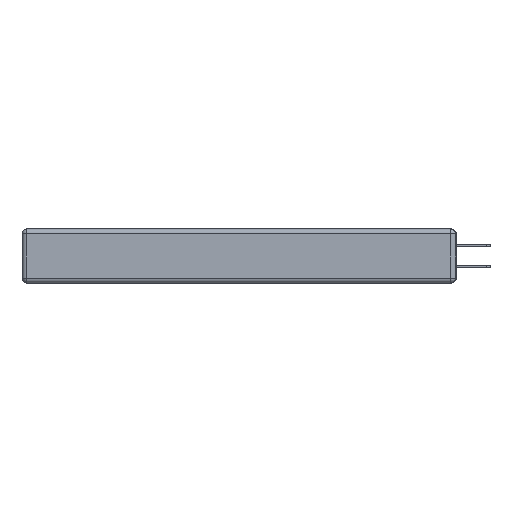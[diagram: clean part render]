
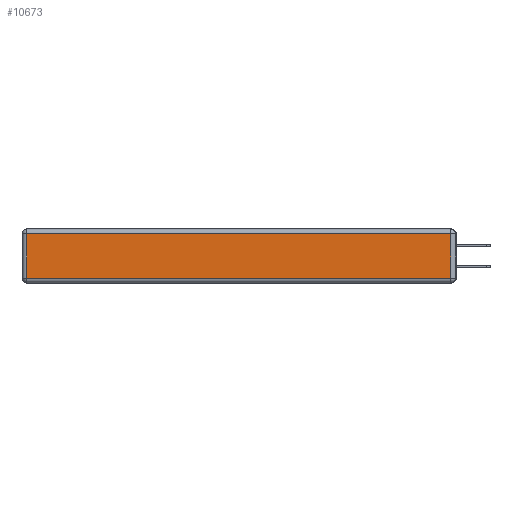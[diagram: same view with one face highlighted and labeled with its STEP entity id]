
A CAD part, left-side view. The second image highlights one B-rep face of the part: STEP entity #10673.
In plain terms, the highlighted planar face has unit normal (-1, 0, 0).
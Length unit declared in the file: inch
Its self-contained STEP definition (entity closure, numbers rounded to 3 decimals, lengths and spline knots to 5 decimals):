
#1491 = CARTESIAN_POINT ( 'NONE',  ( 0., 2.75, -0.03 ) ) ;
#1549 = CARTESIAN_POINT ( 'NONE',  ( 0., 2.72, -0.03 ) ) ;
#3770 = DIRECTION ( 'NONE',  ( 0., 0., 1. ) ) ;
#5876 = CARTESIAN_POINT ( 'NONE',  ( 0., 0., -0.343 ) ) ;
#6659 = LINE ( 'NONE', #7869, #21614 ) ;
#6936 = EDGE_CURVE ( 'NONE', #18696, #10162, #15995, .T. ) ;
#7210 = VECTOR ( 'NONE', #10456, 39.37008 ) ;
#7869 = CARTESIAN_POINT ( 'NONE',  ( 0., 0.03, -0.343 ) ) ;
#8513 = ORIENTED_EDGE ( 'NONE', *, *, #6936, .T. ) ;
#10162 = VERTEX_POINT ( 'NONE', #12620 ) ;
#10456 = DIRECTION ( 'NONE',  ( 0., 0., -1. ) ) ;
#10522 = ORIENTED_EDGE ( 'NONE', *, *, #16592, .T. ) ;
#10673 = ADVANCED_FACE ( 'NONE', ( #23027 ), #20223, .T. ) ;
#11160 = EDGE_LOOP ( 'NONE', ( #10522, #15785, #24198, #8513 ) ) ;
#11718 = EDGE_CURVE ( 'NONE', #15563, #19143, #6659, .T. ) ;
#12620 = CARTESIAN_POINT ( 'NONE',  ( 0., 2.72, -0.313 ) ) ;
#12747 = DIRECTION ( 'NONE',  ( 0., 1., 0. ) ) ;
#13110 = AXIS2_PLACEMENT_3D ( 'NONE', #5876, #16035, #14023 ) ;
#13190 = LINE ( 'NONE', #1491, #20721 ) ;
#13266 = LINE ( 'NONE', #17807, #25043 ) ;
#14023 = DIRECTION ( 'NONE',  ( 0., 0., 1. ) ) ;
#15003 = CARTESIAN_POINT ( 'NONE',  ( 0., 2.72, -0.343 ) ) ;
#15563 = VERTEX_POINT ( 'NONE', #20575 ) ;
#15785 = ORIENTED_EDGE ( 'NONE', *, *, #11718, .T. ) ;
#15995 = LINE ( 'NONE', #15003, #7210 ) ;
#16035 = DIRECTION ( 'NONE',  ( -1., 0., 0. ) ) ;
#16592 = EDGE_CURVE ( 'NONE', #10162, #15563, #13266, .T. ) ;
#17807 = CARTESIAN_POINT ( 'NONE',  ( 0., 0., -0.313 ) ) ;
#18696 = VERTEX_POINT ( 'NONE', #1549 ) ;
#19143 = VERTEX_POINT ( 'NONE', #22633 ) ;
#20223 = PLANE ( 'NONE',  #13110 ) ;
#20575 = CARTESIAN_POINT ( 'NONE',  ( 0., 0.03, -0.313 ) ) ;
#20721 = VECTOR ( 'NONE', #12747, 39.37008 ) ;
#21614 = VECTOR ( 'NONE', #3770, 39.37008 ) ;
#22269 = DIRECTION ( 'NONE',  ( 0., -1., 0. ) ) ;
#22633 = CARTESIAN_POINT ( 'NONE',  ( 0., 0.03, -0.03 ) ) ;
#23027 = FACE_OUTER_BOUND ( 'NONE', #11160, .T. ) ;
#24198 = ORIENTED_EDGE ( 'NONE', *, *, #26248, .T. ) ;
#25043 = VECTOR ( 'NONE', #22269, 39.37008 ) ;
#26248 = EDGE_CURVE ( 'NONE', #19143, #18696, #13190, .T. ) ;
